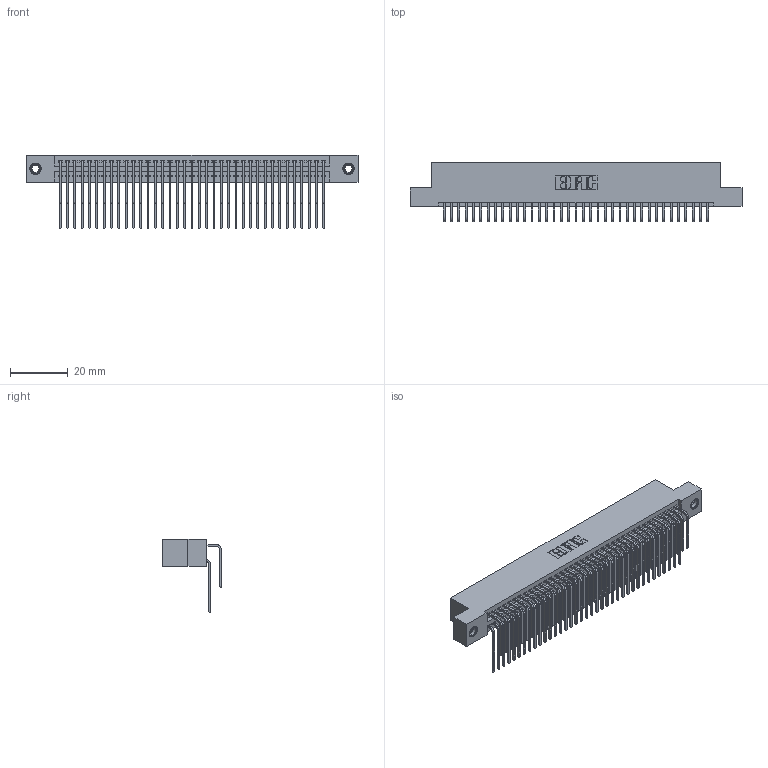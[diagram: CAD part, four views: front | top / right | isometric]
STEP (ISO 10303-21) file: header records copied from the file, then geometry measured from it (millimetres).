
FILE_DESCRIPTION (( 'STEP AP203' ), '1' );
FILE_NAME ('395-074-559-207.STEP', '2019-10-24T15:25:06', ( '' ), ( '' ), 'SwSTEP 2.0', 'SolidWorks 2016', '' );
FILE_SCHEMA (( 'CONFIG_CONTROL_DESIGN' ));
Length unit declared in the file: inch
Products named in the file (5): 345 Part_Flush Mounting Lugs - 0.156 Dia-TI; 345-292-001_558 559 Tail - 1; 345-292-001_559 Tail - 2; 345-250-001_345-250-005-103; 395-074-559-207
Assembly tree (77 placements, depth 2):
  395-074-559-207
    345 Part_Flush Mounting Lugs - 0.156 Dia-TI
    345-292-001_558 559 Tail - 1  x37
    345-292-001_559 Tail - 2  x37
    345-250-001_345-250-005-103  x2
Bounding box: 115.19 x 20.56 x 25.53 mm (x, y, z)
Volume: 11556.5 mm3; surface area: 19020.9 mm2
Topology: 77 solids, 77 shells, 4034 faces, 11947 edges, 7858 vertices
Faces by surface type: plane 2702, cylinder 1316, cone 12, torus 4
Entity records: 32542 total; most frequent: CARTESIAN_POINT 5486, ORIENTED_EDGE 5362, DIRECTION 4843, EDGE_CURVE 2681, VECTOR 2341, LINE 2341, VERTEX_POINT 1780, AXIS2_PLACEMENT_3D 1251
